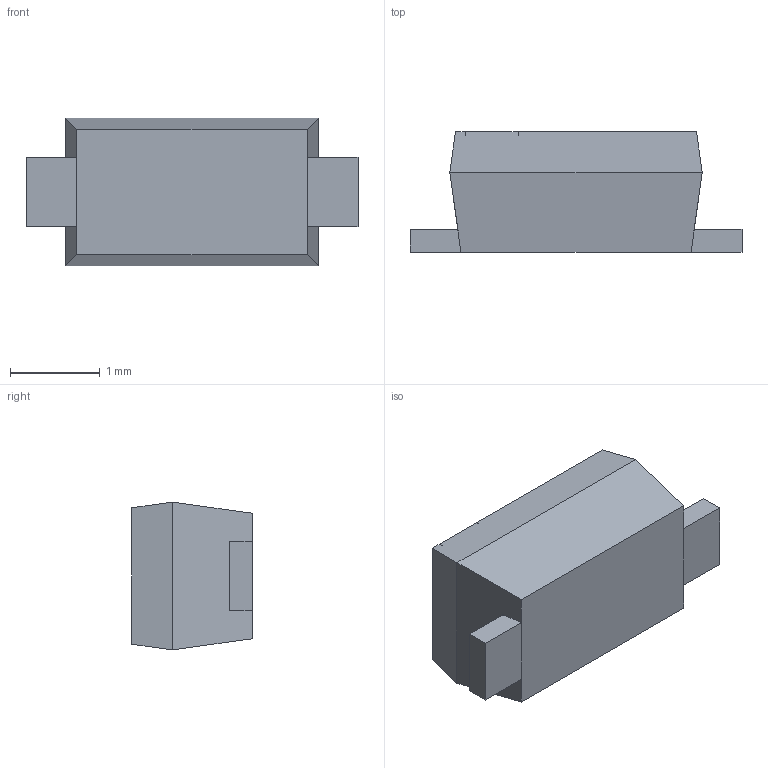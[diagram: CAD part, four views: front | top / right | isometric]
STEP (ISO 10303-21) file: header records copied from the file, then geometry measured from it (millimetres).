
FILE_DESCRIPTION (( 'STEP AP214' ), '1' );
FILE_NAME ('SM5819PL-TP.STEP', '2019-04-11T13:35:13', ( '' ), ( '' ), 'SwSTEP 2.0', 'SolidWorks 2017', '' );
FILE_SCHEMA (( 'AUTOMOTIVE_DESIGN' ));
Length unit declared in the file: inch
Products named in the file (1): SM5819PL-TP
Bounding box: 3.71 x 1.35 x 1.65 mm (x, y, z)
Volume: 5.9 mm3; surface area: 26.4 mm2
Topology: 4 solids, 4 shells, 42 faces, 90 edges, 56 vertices
Faces by surface type: plane 42
Entity records: 1171 total; most frequent: CARTESIAN_POINT 189, ORIENTED_EDGE 180, DIRECTION 176, EDGE_CURVE 90, LINE 90, VECTOR 90, VERTEX_POINT 56, AXIS2_PLACEMENT_3D 43
